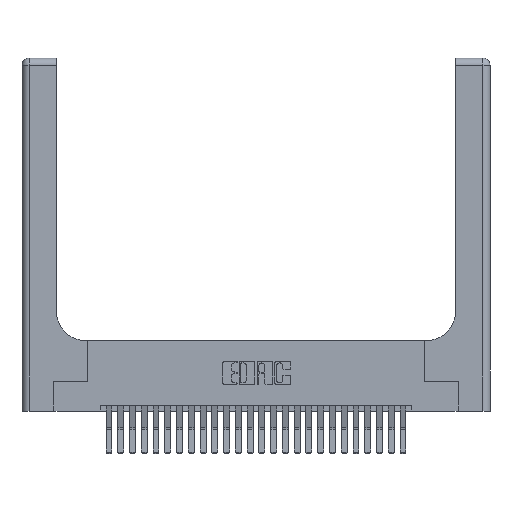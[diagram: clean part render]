
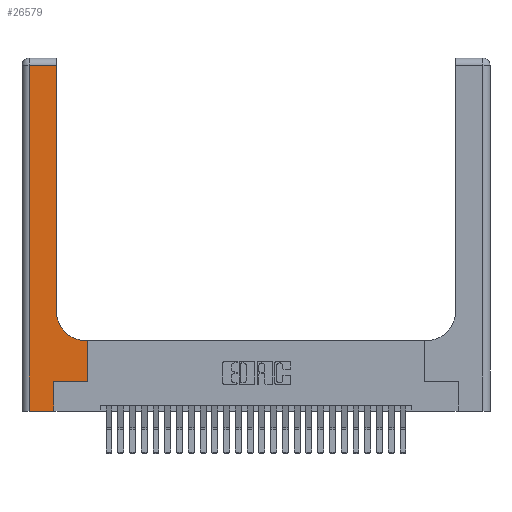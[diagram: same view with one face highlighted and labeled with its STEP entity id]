
A CAD part, top view. The second image highlights one B-rep face of the part: STEP entity #26579.
In plain terms, the highlighted planar face has unit normal (0, 0, 1).
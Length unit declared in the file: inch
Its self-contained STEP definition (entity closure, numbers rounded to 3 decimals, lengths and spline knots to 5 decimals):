
#173 = DIRECTION ( 'NONE',  ( -1., 0., 0. ) ) ;
#567 = VERTEX_POINT ( 'NONE', #16531 ) ;
#646 = DIRECTION ( 'NONE',  ( 0., 0., -1. ) ) ;
#920 = ORIENTED_EDGE ( 'NONE', *, *, #26301, .T. ) ;
#950 = LINE ( 'NONE', #24000, #24515 ) ;
#1279 = CARTESIAN_POINT ( 'NONE',  ( 0.269, 0., 0.37 ) ) ;
#1292 = AXIS2_PLACEMENT_3D ( 'NONE', #8878, #13239, #173 ) ;
#1313 = AXIS2_PLACEMENT_3D ( 'NONE', #13717, #646, #15848 ) ;
#1844 = EDGE_CURVE ( 'NONE', #13826, #9870, #21435, .T. ) ;
#1868 = VECTOR ( 'NONE', #9108, 39.37008 ) ;
#2470 = CARTESIAN_POINT ( 'NONE',  ( 0.2915, 3., 0.37 ) ) ;
#2483 = CARTESIAN_POINT ( 'NONE',  ( 0.06, 2.94, 0.37 ) ) ;
#2653 = CARTESIAN_POINT ( 'NONE',  ( 0.269, 0.25, 0.37 ) ) ;
#2914 = EDGE_CURVE ( 'NONE', #567, #21021, #3166, .T. ) ;
#2981 = LINE ( 'NONE', #25021, #19550 ) ;
#3166 = LINE ( 'NONE', #10212, #9032 ) ;
#4572 = EDGE_CURVE ( 'NONE', #13798, #11774, #20999, .T. ) ;
#5180 = EDGE_CURVE ( 'NONE', #21021, #13798, #19023, .T. ) ;
#5711 = ORIENTED_EDGE ( 'NONE', *, *, #5180, .T. ) ;
#6339 = VECTOR ( 'NONE', #17844, 39.37008 ) ;
#6340 = DIRECTION ( 'NONE',  ( 0., 1., 0. ) ) ;
#7102 = ORIENTED_EDGE ( 'NONE', *, *, #24212, .T. ) ;
#7237 = DIRECTION ( 'NONE',  ( -1., 0., 0. ) ) ;
#7726 = LINE ( 'NONE', #2470, #1868 ) ;
#8407 = CARTESIAN_POINT ( 'NONE',  ( 0.2915, 2.94, 0.37 ) ) ;
#8878 = CARTESIAN_POINT ( 'NONE',  ( 0., 3., 0.37 ) ) ;
#9032 = VECTOR ( 'NONE', #25108, 39.37008 ) ;
#9097 = DIRECTION ( 'NONE',  ( -1., 0., 0. ) ) ;
#9108 = DIRECTION ( 'NONE',  ( 0., 1., 0. ) ) ;
#9870 = VERTEX_POINT ( 'NONE', #1279 ) ;
#10212 = CARTESIAN_POINT ( 'NONE',  ( 0.5585, 0.25, 0.37 ) ) ;
#10523 = ORIENTED_EDGE ( 'NONE', *, *, #18886, .T. ) ;
#10831 = CARTESIAN_POINT ( 'NONE',  ( 0.2915, 0.85, 0.37 ) ) ;
#11464 = CARTESIAN_POINT ( 'NONE',  ( 0.5415, 0.6, 0.37 ) ) ;
#11512 = ORIENTED_EDGE ( 'NONE', *, *, #2914, .T. ) ;
#11774 = VERTEX_POINT ( 'NONE', #10831 ) ;
#11893 = EDGE_CURVE ( 'NONE', #23148, #13176, #950, .T. ) ;
#12139 = LINE ( 'NONE', #2653, #6339 ) ;
#13176 = VERTEX_POINT ( 'NONE', #2483 ) ;
#13239 = DIRECTION ( 'NONE',  ( 0., 0., -1. ) ) ;
#13717 = CARTESIAN_POINT ( 'NONE',  ( 0.5415, 0.85, 0.37 ) ) ;
#13777 = CARTESIAN_POINT ( 'NONE',  ( 0.2915, 0.6, 0.37 ) ) ;
#13798 = VERTEX_POINT ( 'NONE', #11464 ) ;
#13826 = VERTEX_POINT ( 'NONE', #15779 ) ;
#14461 = DIRECTION ( 'NONE',  ( 0., -1., 0. ) ) ;
#14944 = CARTESIAN_POINT ( 'NONE',  ( 0.269, 0., 0.37 ) ) ;
#15353 = VECTOR ( 'NONE', #7237, 39.37008 ) ;
#15779 = CARTESIAN_POINT ( 'NONE',  ( 0.06, 0., 0.37 ) ) ;
#15815 = CARTESIAN_POINT ( 'NONE',  ( 0.269, 0.25, 0.37 ) ) ;
#15848 = DIRECTION ( 'NONE',  ( 1., 0., 0. ) ) ;
#16531 = CARTESIAN_POINT ( 'NONE',  ( 0.5585, 0.25, 0.37 ) ) ;
#17844 = DIRECTION ( 'NONE',  ( 1., 0., 0. ) ) ;
#18562 = VERTEX_POINT ( 'NONE', #15815 ) ;
#18578 = EDGE_LOOP ( 'NONE', ( #21491, #20181, #920, #21803, #10523, #7102, #11512, #5711, #27815 ) ) ;
#18886 = EDGE_CURVE ( 'NONE', #9870, #18562, #26891, .T. ) ;
#19023 = LINE ( 'NONE', #13777, #15353 ) ;
#19550 = VECTOR ( 'NONE', #14461, 39.37008 ) ;
#19870 = FACE_OUTER_BOUND ( 'NONE', #18578, .T. ) ;
#20181 = ORIENTED_EDGE ( 'NONE', *, *, #11893, .T. ) ;
#20999 = CIRCLE ( 'NONE', #1313, 0.25 ) ;
#21021 = VERTEX_POINT ( 'NONE', #24823 ) ;
#21435 = LINE ( 'NONE', #25722, #27106 ) ;
#21491 = ORIENTED_EDGE ( 'NONE', *, *, #24171, .T. ) ;
#21634 = PLANE ( 'NONE',  #1292 ) ;
#21803 = ORIENTED_EDGE ( 'NONE', *, *, #1844, .T. ) ;
#23148 = VERTEX_POINT ( 'NONE', #8407 ) ;
#24000 = CARTESIAN_POINT ( 'NONE',  ( 0., 2.94, 0.37 ) ) ;
#24171 = EDGE_CURVE ( 'NONE', #11774, #23148, #7726, .T. ) ;
#24212 = EDGE_CURVE ( 'NONE', #18562, #567, #12139, .T. ) ;
#24515 = VECTOR ( 'NONE', #9097, 39.37008 ) ;
#24823 = CARTESIAN_POINT ( 'NONE',  ( 0.5585, 0.6, 0.37 ) ) ;
#25021 = CARTESIAN_POINT ( 'NONE',  ( 0.06, 3., 0.37 ) ) ;
#25108 = DIRECTION ( 'NONE',  ( 0., 1., 0. ) ) ;
#25722 = CARTESIAN_POINT ( 'NONE',  ( 0., 0., 0.37 ) ) ;
#26226 = VECTOR ( 'NONE', #6340, 39.37008 ) ;
#26301 = EDGE_CURVE ( 'NONE', #13176, #13826, #2981, .T. ) ;
#26579 = ADVANCED_FACE ( 'NONE', ( #19870 ), #21634, .F. ) ;
#26891 = LINE ( 'NONE', #14944, #26226 ) ;
#27106 = VECTOR ( 'NONE', #27852, 39.37008 ) ;
#27815 = ORIENTED_EDGE ( 'NONE', *, *, #4572, .T. ) ;
#27852 = DIRECTION ( 'NONE',  ( 1., 0., 0. ) ) ;
